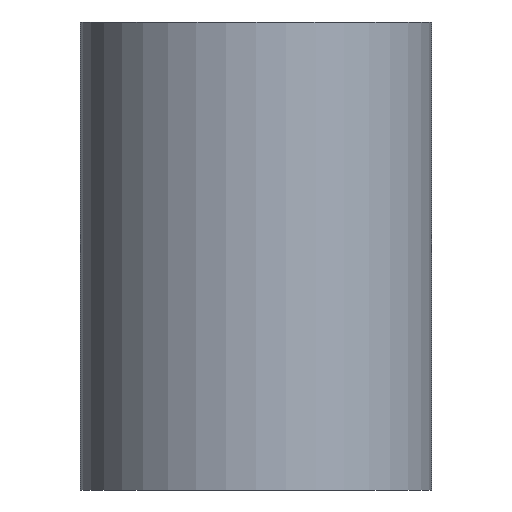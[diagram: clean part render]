
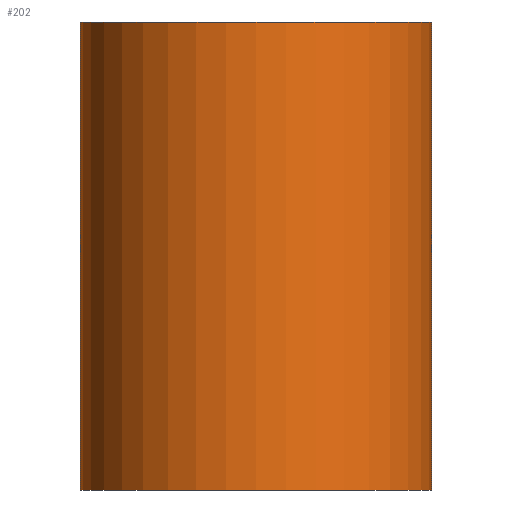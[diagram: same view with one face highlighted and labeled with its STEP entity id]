
A CAD part, front view. The second image highlights one B-rep face of the part: STEP entity #202.
In plain terms, the highlighted cylindrical face has radius 3.75 mm (diameter 7.5 mm), a partial arc.
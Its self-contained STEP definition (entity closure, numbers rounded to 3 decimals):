
#25=CYLINDRICAL_SURFACE('',#240,3.75);
#36=FACE_OUTER_BOUND('',#52,.T.);
#52=EDGE_LOOP('',(#177,#178,#179,#180));
#66=LINE('',#356,#80);
#67=LINE('',#358,#81);
#80=VECTOR('',#298,10.);
#81=VECTOR('',#301,10.);
#87=CIRCLE('',#226,3.75);
#91=CIRCLE('',#232,3.75);
#100=VERTEX_POINT('',#322);
#101=VERTEX_POINT('',#324);
#106=VERTEX_POINT('',#337);
#107=VERTEX_POINT('',#339);
#118=EDGE_CURVE('',#101,#100,#87,.T.);
#125=EDGE_CURVE('',#106,#107,#91,.T.);
#134=EDGE_CURVE('',#100,#107,#66,.T.);
#135=EDGE_CURVE('',#101,#106,#67,.T.);
#177=ORIENTED_EDGE('',*,*,#118,.T.);
#178=ORIENTED_EDGE('',*,*,#134,.T.);
#179=ORIENTED_EDGE('',*,*,#125,.F.);
#180=ORIENTED_EDGE('',*,*,#135,.F.);
#202=ADVANCED_FACE('',(#36),#25,.T.);
#226=AXIS2_PLACEMENT_3D('',#325,#262,#263);
#232=AXIS2_PLACEMENT_3D('',#340,#277,#278);
#240=AXIS2_PLACEMENT_3D('',#357,#299,#300);
#262=DIRECTION('center_axis',(0.,0.,1.));
#263=DIRECTION('ref_axis',(1.,0.,0.));
#277=DIRECTION('center_axis',(0.,0.,1.));
#278=DIRECTION('ref_axis',(1.,0.,0.));
#298=DIRECTION('',(0.,0.,1.));
#299=DIRECTION('center_axis',(0.,0.,1.));
#300=DIRECTION('ref_axis',(1.,0.,0.));
#301=DIRECTION('',(0.,0.,1.));
#322=CARTESIAN_POINT('',(15.,22.5,0.));
#324=CARTESIAN_POINT('',(7.5,22.5,0.));
#325=CARTESIAN_POINT('Origin',(11.25,22.5,0.));
#337=CARTESIAN_POINT('',(7.5,22.5,10.));
#339=CARTESIAN_POINT('',(15.,22.5,10.));
#340=CARTESIAN_POINT('Origin',(11.25,22.5,10.));
#356=CARTESIAN_POINT('',(15.,22.5,0.));
#357=CARTESIAN_POINT('Origin',(11.25,22.5,0.));
#358=CARTESIAN_POINT('',(7.5,22.5,0.));
